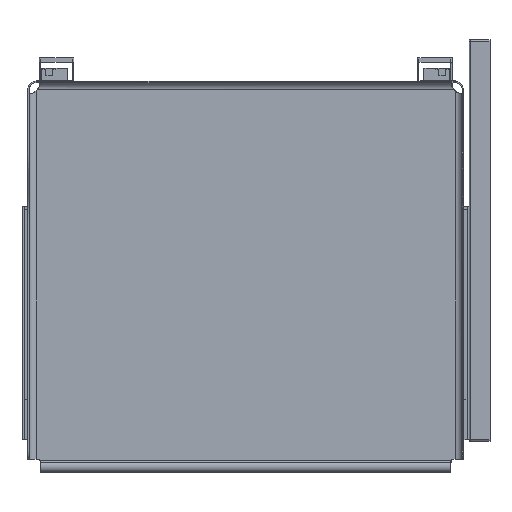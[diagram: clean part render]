
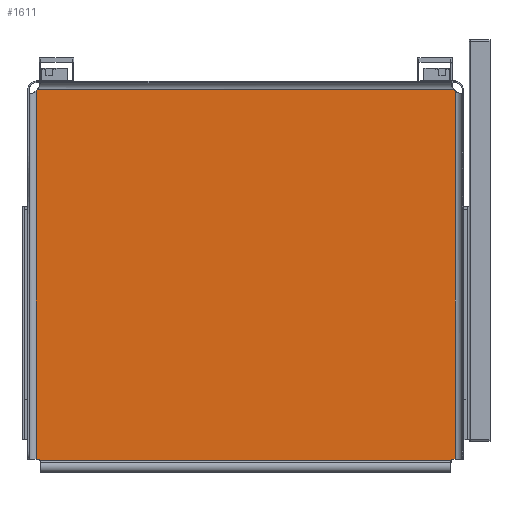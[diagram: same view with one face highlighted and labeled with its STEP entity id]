
A CAD part, top view. The second image highlights one B-rep face of the part: STEP entity #1611.
In plain terms, the highlighted planar face has unit normal (0, 0, 1).
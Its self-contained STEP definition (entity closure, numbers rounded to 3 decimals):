
#1611=ADVANCED_FACE('',(#3979),#3980,.F.);
#3979=FACE_OUTER_BOUND('',#50846,.T.);
#3980=PLANE('',#50847);
#50846=EDGE_LOOP('',(#59089,#59090,#59091,#59092,#59093,#59094,#59095,#59096,#59097,#59098));
#50847=AXIS2_PLACEMENT_3D('',#59099,#59100,#59101);
#59089=ORIENTED_EDGE('',*,*,#65296,.F.);
#59090=ORIENTED_EDGE('',*,*,#65190,.T.);
#59091=ORIENTED_EDGE('',*,*,#65295,.F.);
#59092=ORIENTED_EDGE('',*,*,#65179,.T.);
#59093=ORIENTED_EDGE('',*,*,#65294,.F.);
#59094=ORIENTED_EDGE('',*,*,#65147,.F.);
#59095=ORIENTED_EDGE('',*,*,#65085,.T.);
#59096=ORIENTED_EDGE('',*,*,#65095,.T.);
#59097=ORIENTED_EDGE('',*,*,#65231,.T.);
#59098=ORIENTED_EDGE('',*,*,#65163,.F.);
#59099=CARTESIAN_POINT('',(532.0,431.5,30.65));
#59100=DIRECTION('',(0.,0.,-1.0));
#59101=DIRECTION('',(0.,1.0,0.));
#65085=EDGE_CURVE('',#69793,#69791,#69794,.T.);
#65095=EDGE_CURVE('',#69791,#69810,#69812,.T.);
#65147=EDGE_CURVE('',#69793,#69901,#69902,.T.);
#65163=EDGE_CURVE('',#69929,#69931,#69932,.T.);
#65179=EDGE_CURVE('',#69962,#69960,#69963,.T.);
#65190=EDGE_CURVE('',#69981,#69979,#69982,.T.);
#65231=EDGE_CURVE('',#69810,#69931,#70048,.T.);
#65294=EDGE_CURVE('',#69901,#69960,#70145,.T.);
#65295=EDGE_CURVE('',#69962,#69979,#70146,.T.);
#65296=EDGE_CURVE('',#69981,#69929,#70147,.F.);
#69791=VERTEX_POINT('',#87109);
#69793=VERTEX_POINT('',#87116);
#69794=CIRCLE('',#87117,3.0);
#69810=VERTEX_POINT('',#87141);
#69812=LINE('',#87148,#87149);
#69901=VERTEX_POINT('',#87274);
#69902=LINE('',#87275,#87276);
#69929=VERTEX_POINT('',#87315);
#69931=VERTEX_POINT('',#87317);
#69932=LINE('',#87318,#87319);
#69960=VERTEX_POINT('',#87379);
#69962=VERTEX_POINT('',#87402);
#69963=CIRCLE('',#87403,15.0);
#69979=VERTEX_POINT('',#87497);
#69981=VERTEX_POINT('',#87524);
#69982=CIRCLE('',#87525,15.0);
#70048=CIRCLE('',#87666,3.0);
#70145=LINE('',#87806,#87807);
#70146=LINE('',#87808,#87809);
#70147=LINE('',#87810,#87811);
#87109=CARTESIAN_POINT('',(21.832,-25.511,30.65));
#87116=CARTESIAN_POINT('',(19.,-23.5,30.65));
#87117=AXIS2_PLACEMENT_3D('',#94147,#94148,#94149);
#87141=CARTESIAN_POINT('',(517.168,-25.511,30.65));
#87148=CARTESIAN_POINT('',(22.,-25.511,30.65));
#87149=VECTOR('',#94165,1.0);
#87274=CARTESIAN_POINT('',(17.,-23.5,30.65));
#87275=CARTESIAN_POINT('',(532.0,-23.5,30.65));
#87276=VECTOR('',#94247,1.0);
#87315=CARTESIAN_POINT('',(522.0,-23.5,30.65));
#87317=CARTESIAN_POINT('',(520.0,-23.5,30.65));
#87318=CARTESIAN_POINT('',(532.0,-23.5,30.65));
#87319=VECTOR('',#94269,1.0);
#87379=CARTESIAN_POINT('',(17.,420.32,30.65));
#87402=CARTESIAN_POINT('',(18.18,421.5,30.65));
#87403=AXIS2_PLACEMENT_3D('',#94291,#94292,#94293);
#87497=CARTESIAN_POINT('',(520.82,421.5,30.65));
#87524=CARTESIAN_POINT('',(522.0,420.32,30.65));
#87525=AXIS2_PLACEMENT_3D('',#94306,#94307,#94308);
#87666=AXIS2_PLACEMENT_3D('',#94377,#94378,#94379);
#87806=CARTESIAN_POINT('',(17.,431.5,30.65));
#87807=VECTOR('',#94480,1.0);
#87808=CARTESIAN_POINT('',(532.0,421.5,30.65));
#87809=VECTOR('',#94481,1.0);
#87810=CARTESIAN_POINT('',(522.0,431.5,30.65));
#87811=VECTOR('',#94482,1.0);
#94147=CARTESIAN_POINT('',(19.,-26.5,30.65));
#94148=DIRECTION('',(0.,0.,-1.0));
#94149=DIRECTION('',(1.0,0.,0.));
#94165=DIRECTION('',(1.0,0.,0.));
#94247=DIRECTION('',(-1.0,0.,0.));
#94269=DIRECTION('',(-1.0,0.,0.));
#94291=CARTESIAN_POINT('',(7.,431.5,30.65));
#94292=DIRECTION('',(0.,0.,-1.0));
#94293=DIRECTION('',(1.0,0.,0.));
#94306=CARTESIAN_POINT('',(532.0,431.5,30.65));
#94307=DIRECTION('',(0.,0.,-1.0));
#94308=DIRECTION('',(1.0,0.,0.));
#94377=CARTESIAN_POINT('',(520.0,-26.5,30.65));
#94378=DIRECTION('',(0.,0.,-1.0));
#94379=DIRECTION('',(1.0,0.,0.));
#94480=DIRECTION('',(0.,1.0,0.));
#94481=DIRECTION('',(1.0,0.,0.));
#94482=DIRECTION('',(0.,1.0,0.));
